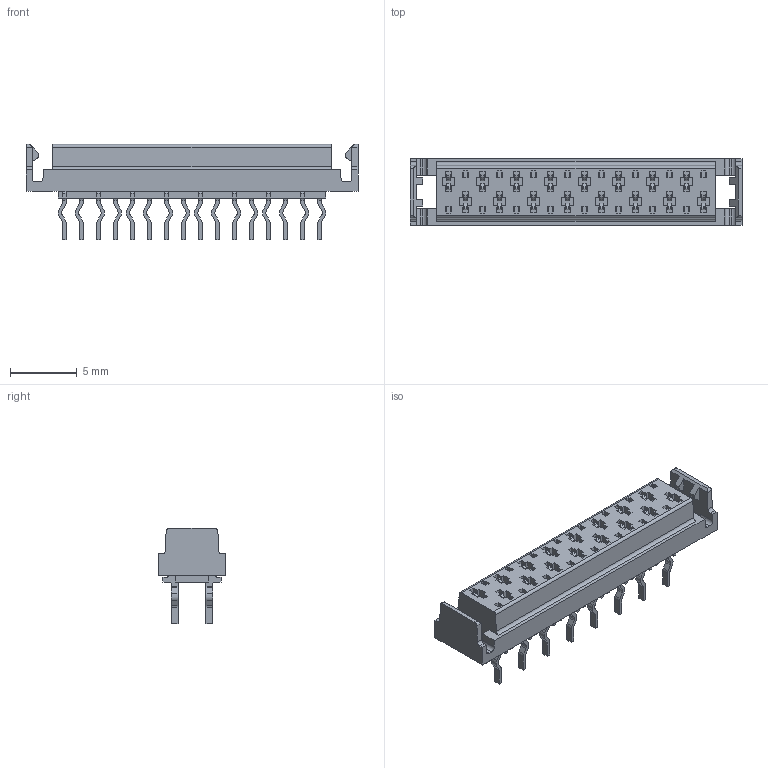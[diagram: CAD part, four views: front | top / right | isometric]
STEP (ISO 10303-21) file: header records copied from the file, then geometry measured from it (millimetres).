
FILE_DESCRIPTION((''),'2;1');
FILE_NAME('C-1-338068-6','2017-03-10T',('workeradm'),('Tyco Electronics Ltd.'),'CREO PARAMETRIC BY PTC INC, 2016050','CREO PARAMETRIC BY PTC INC, 2016050','');
FILE_SCHEMA(('AUTOMOTIVE_DESIGN { 1 0 10303 214 1 1 1 1 }'));
Length unit declared in the file: millimetre
Products named in the file (1): C-1-338068-6
Bounding box: 24.79 x 5 x 7.1 mm (x, y, z)
Volume: 365.3 mm3; surface area: 726.8 mm2
Topology: 1 solids, 1 shells, 1203 faces, 3382 edges, 2244 vertices
Faces by surface type: plane 939, cylinder 264
Entity records: 38651 total; most frequent: CARTESIAN_POINT 6858, ORIENTED_EDGE 6764, DIRECTION 6312, EDGE_CURVE 3382, VECTOR 2850, LINE 2850, VERTEX_POINT 2244, AXIS2_PLACEMENT_3D 1731
